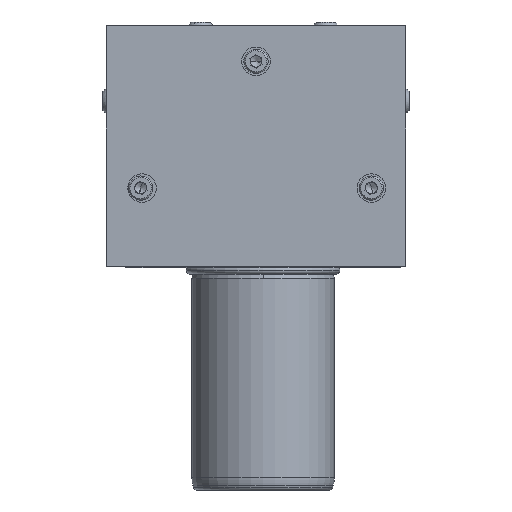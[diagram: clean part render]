
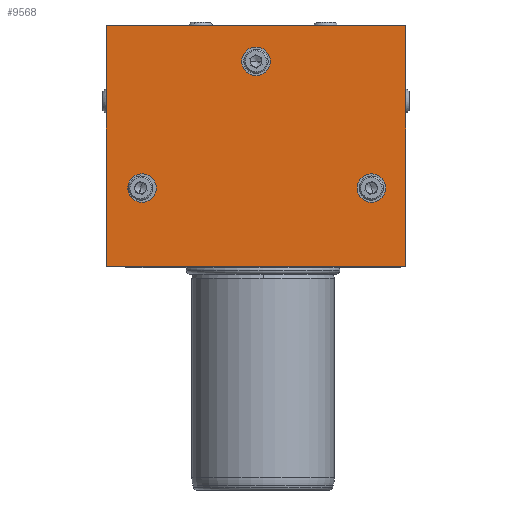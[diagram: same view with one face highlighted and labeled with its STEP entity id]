
A CAD part, front view. The second image highlights one B-rep face of the part: STEP entity #9568.
In plain terms, the highlighted planar face has unit normal (0, -1, 0).
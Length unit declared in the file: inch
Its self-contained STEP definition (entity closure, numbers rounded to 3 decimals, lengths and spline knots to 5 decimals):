
#304 = DIRECTION ( 'NONE',  ( 0., -1., 0. ) ) ;
#539 = DIRECTION ( 'NONE',  ( 0., 0., -1. ) ) ;
#2028 = VECTOR ( 'NONE', #27500, 39.37008 ) ;
#2377 = AXIS2_PLACEMENT_3D ( 'NONE', #7088, #4497, #539 ) ;
#2382 = FACE_BOUND ( 'NONE', #11709, .T. ) ;
#2533 = DIRECTION ( 'NONE',  ( 0., 0., -1. ) ) ;
#3005 = EDGE_LOOP ( 'NONE', ( #5837, #23210 ) ) ;
#3555 = CARTESIAN_POINT ( 'NONE',  ( -2.16699, -1.69211, 2.00776 ) ) ;
#3609 = CARTESIAN_POINT ( 'NONE',  ( -2.16699, -1.69211, 2.00776 ) ) ;
#3795 = DIRECTION ( 'NONE',  ( 0., 0., -1. ) ) ;
#3848 = CARTESIAN_POINT ( 'NONE',  ( -2.65911, -1.69211, 4.25186 ) ) ;
#3962 = AXIS2_PLACEMENT_3D ( 'NONE', #3609, #18933, #3795 ) ;
#4294 = EDGE_CURVE ( 'NONE', #17260, #26279, #15787, .T. ) ;
#4356 = VERTEX_POINT ( 'NONE', #15375 ) ;
#4449 = FACE_BOUND ( 'NONE', #3005, .T. ) ;
#4450 = EDGE_CURVE ( 'NONE', #13212, #5702, #22958, .T. ) ;
#4497 = DIRECTION ( 'NONE',  ( 0., -1., 0. ) ) ;
#4930 = DIRECTION ( 'NONE',  ( 0., 0., 1. ) ) ;
#4963 = EDGE_CURVE ( 'NONE', #20460, #28107, #26008, .T. ) ;
#5623 = EDGE_LOOP ( 'NONE', ( #16857, #23206, #15653, #7556 ) ) ;
#5702 = VERTEX_POINT ( 'NONE', #13976 ) ;
#5837 = ORIENTED_EDGE ( 'NONE', *, *, #4450, .F. ) ;
#6239 = CIRCLE ( 'NONE', #2377, 0.19685 ) ;
#6314 = DIRECTION ( 'NONE',  ( 0., -1., 0. ) ) ;
#7088 = CARTESIAN_POINT ( 'NONE',  ( -0.59218, -1.69211, 3.75973 ) ) ;
#7142 = AXIS2_PLACEMENT_3D ( 'NONE', #3555, #18979, #23194 ) ;
#7556 = ORIENTED_EDGE ( 'NONE', *, *, #4963, .T. ) ;
#7828 = AXIS2_PLACEMENT_3D ( 'NONE', #21888, #19590, #11055 ) ;
#7918 = FACE_OUTER_BOUND ( 'NONE', #5623, .T. ) ;
#8174 = CARTESIAN_POINT ( 'NONE',  ( -0.59218, -1.69211, 3.56288 ) ) ;
#8264 = CIRCLE ( 'NONE', #9204, 0.19685 ) ;
#8302 = VECTOR ( 'NONE', #10174, 39.37008 ) ;
#8860 = AXIS2_PLACEMENT_3D ( 'NONE', #15867, #18057, #4930 ) ;
#8986 = EDGE_CURVE ( 'NONE', #4356, #21340, #8264, .T. ) ;
#9140 = VERTEX_POINT ( 'NONE', #24475 ) ;
#9204 = AXIS2_PLACEMENT_3D ( 'NONE', #19442, #6314, #21740 ) ;
#9568 = ADVANCED_FACE ( 'NONE', ( #2382, #27425, #4449, #7918 ), #20151, .F. ) ;
#10174 = DIRECTION ( 'NONE',  ( 0., 0., -1. ) ) ;
#10263 = CARTESIAN_POINT ( 'NONE',  ( -2.65911, -1.69211, 0.92509 ) ) ;
#10351 = EDGE_CURVE ( 'NONE', #20460, #17198, #15751, .T. ) ;
#10652 = CARTESIAN_POINT ( 'NONE',  ( -2.65911, -1.69211, 0.92509 ) ) ;
#11041 = CIRCLE ( 'NONE', #7142, 0.19685 ) ;
#11055 = DIRECTION ( 'NONE',  ( 0., 0., -1. ) ) ;
#11269 = CARTESIAN_POINT ( 'NONE',  ( 1.0023, -1.69211, 2.00776 ) ) ;
#11709 = EDGE_LOOP ( 'NONE', ( #25529, #14849 ) ) ;
#11833 = CARTESIAN_POINT ( 'NONE',  ( -2.65911, -1.69211, 4.25186 ) ) ;
#12287 = DIRECTION ( 'NONE',  ( 1., 0., 0. ) ) ;
#12294 = CARTESIAN_POINT ( 'NONE',  ( -2.65911, -1.69211, 4.25186 ) ) ;
#13212 = VERTEX_POINT ( 'NONE', #15441 ) ;
#13976 = CARTESIAN_POINT ( 'NONE',  ( 1.0023, -1.69211, 2.20461 ) ) ;
#14849 = ORIENTED_EDGE ( 'NONE', *, *, #8986, .F. ) ;
#15238 = CARTESIAN_POINT ( 'NONE',  ( -2.16699, -1.69211, 1.81091 ) ) ;
#15375 = CARTESIAN_POINT ( 'NONE',  ( -0.59218, -1.69211, 3.95658 ) ) ;
#15441 = CARTESIAN_POINT ( 'NONE',  ( 1.0023, -1.69211, 1.81091 ) ) ;
#15653 = ORIENTED_EDGE ( 'NONE', *, *, #10351, .F. ) ;
#15751 = LINE ( 'NONE', #3848, #19504 ) ;
#15787 = CIRCLE ( 'NONE', #3962, 0.19685 ) ;
#15867 = CARTESIAN_POINT ( 'NONE',  ( -2.65911, -1.69211, 4.25186 ) ) ;
#16857 = ORIENTED_EDGE ( 'NONE', *, *, #27784, .F. ) ;
#16901 = VECTOR ( 'NONE', #25855, 39.37008 ) ;
#17029 = EDGE_CURVE ( 'NONE', #26279, #17260, #11041, .T. ) ;
#17198 = VERTEX_POINT ( 'NONE', #19346 ) ;
#17260 = VERTEX_POINT ( 'NONE', #15238 ) ;
#18055 = EDGE_CURVE ( 'NONE', #17198, #9140, #20993, .T. ) ;
#18057 = DIRECTION ( 'NONE',  ( 0., 1., 0. ) ) ;
#18900 = CARTESIAN_POINT ( 'NONE',  ( 1.47475, -1.69211, 4.25186 ) ) ;
#18933 = DIRECTION ( 'NONE',  ( 0., -1., 0. ) ) ;
#18979 = DIRECTION ( 'NONE',  ( 0., -1., 0. ) ) ;
#19346 = CARTESIAN_POINT ( 'NONE',  ( 1.47475, -1.69211, 4.25186 ) ) ;
#19442 = CARTESIAN_POINT ( 'NONE',  ( -0.59218, -1.69211, 3.75973 ) ) ;
#19500 = EDGE_CURVE ( 'NONE', #21340, #4356, #6239, .T. ) ;
#19504 = VECTOR ( 'NONE', #12287, 39.37008 ) ;
#19590 = DIRECTION ( 'NONE',  ( 0., -1., 0. ) ) ;
#20151 = PLANE ( 'NONE',  #8860 ) ;
#20460 = VERTEX_POINT ( 'NONE', #11833 ) ;
#20496 = EDGE_LOOP ( 'NONE', ( #25476, #26504 ) ) ;
#20993 = LINE ( 'NONE', #18900, #8302 ) ;
#21340 = VERTEX_POINT ( 'NONE', #8174 ) ;
#21729 = CARTESIAN_POINT ( 'NONE',  ( -2.16699, -1.69211, 2.20461 ) ) ;
#21740 = DIRECTION ( 'NONE',  ( 0., 0., -1. ) ) ;
#21809 = LINE ( 'NONE', #10263, #16901 ) ;
#21888 = CARTESIAN_POINT ( 'NONE',  ( 1.0023, -1.69211, 2.00776 ) ) ;
#22424 = EDGE_CURVE ( 'NONE', #5702, #13212, #24323, .T. ) ;
#22958 = CIRCLE ( 'NONE', #7828, 0.19685 ) ;
#23194 = DIRECTION ( 'NONE',  ( 0., 0., -1. ) ) ;
#23206 = ORIENTED_EDGE ( 'NONE', *, *, #18055, .F. ) ;
#23210 = ORIENTED_EDGE ( 'NONE', *, *, #22424, .F. ) ;
#24323 = CIRCLE ( 'NONE', #26138, 0.19685 ) ;
#24475 = CARTESIAN_POINT ( 'NONE',  ( 1.47475, -1.69211, 0.92509 ) ) ;
#25476 = ORIENTED_EDGE ( 'NONE', *, *, #4294, .F. ) ;
#25529 = ORIENTED_EDGE ( 'NONE', *, *, #19500, .F. ) ;
#25855 = DIRECTION ( 'NONE',  ( -1., 0., 0. ) ) ;
#26008 = LINE ( 'NONE', #12294, #2028 ) ;
#26138 = AXIS2_PLACEMENT_3D ( 'NONE', #11269, #304, #2533 ) ;
#26279 = VERTEX_POINT ( 'NONE', #21729 ) ;
#26504 = ORIENTED_EDGE ( 'NONE', *, *, #17029, .F. ) ;
#27425 = FACE_BOUND ( 'NONE', #20496, .T. ) ;
#27500 = DIRECTION ( 'NONE',  ( 0., 0., -1. ) ) ;
#27784 = EDGE_CURVE ( 'NONE', #9140, #28107, #21809, .T. ) ;
#28107 = VERTEX_POINT ( 'NONE', #10652 ) ;
